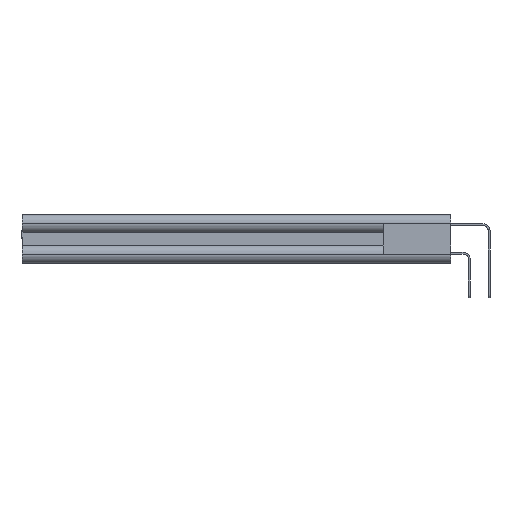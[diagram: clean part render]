
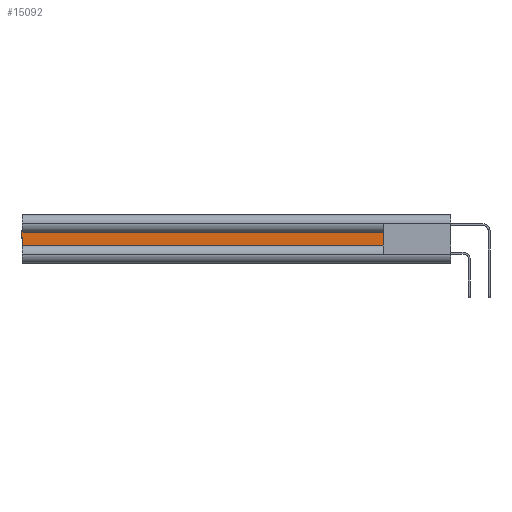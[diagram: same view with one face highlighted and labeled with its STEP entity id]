
A CAD part, left-side view. The second image highlights one B-rep face of the part: STEP entity #15092.
In plain terms, the highlighted planar face has unit normal (-1, 0, 0).
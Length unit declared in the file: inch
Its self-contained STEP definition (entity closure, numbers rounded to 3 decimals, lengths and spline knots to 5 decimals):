
#795 = LINE ( 'NONE', #3759, #9932 ) ;
#827 = ORIENTED_EDGE ( 'NONE', *, *, #5334, .F. ) ;
#3105 = DIRECTION ( 'NONE',  ( 0., 0., -1. ) ) ;
#3759 = CARTESIAN_POINT ( 'NONE',  ( 0.044, 0.37012, 0.0465 ) ) ;
#3898 = FACE_OUTER_BOUND ( 'NONE', #12725, .T. ) ;
#4656 = CARTESIAN_POINT ( 'NONE',  ( 0.044, 3., -0.0465 ) ) ;
#4943 = EDGE_CURVE ( 'NONE', #19272, #13190, #795, .T. ) ;
#5334 = EDGE_CURVE ( 'NONE', #19272, #21732, #5639, .T. ) ;
#5639 = LINE ( 'NONE', #19542, #19696 ) ;
#6398 = AXIS2_PLACEMENT_3D ( 'NONE', #20096, #10949, #23740 ) ;
#8626 = CARTESIAN_POINT ( 'NONE',  ( 0.044, 3., -0.0465 ) ) ;
#8641 = LINE ( 'NONE', #8626, #22704 ) ;
#9075 = VECTOR ( 'NONE', #18383, 39.37008 ) ;
#9085 = PLANE ( 'NONE',  #6398 ) ;
#9932 = VECTOR ( 'NONE', #11133, 39.37008 ) ;
#10114 = ORIENTED_EDGE ( 'NONE', *, *, #20500, .F. ) ;
#10462 = ORIENTED_EDGE ( 'NONE', *, *, #4943, .T. ) ;
#10922 = ORIENTED_EDGE ( 'NONE', *, *, #11505, .T. ) ;
#10949 = DIRECTION ( 'NONE',  ( 1., 0., 0. ) ) ;
#11133 = DIRECTION ( 'NONE',  ( 0., 1., 0. ) ) ;
#11505 = EDGE_CURVE ( 'NONE', #13190, #18257, #8641, .T. ) ;
#12725 = EDGE_LOOP ( 'NONE', ( #10462, #10922, #10114, #827 ) ) ;
#13190 = VERTEX_POINT ( 'NONE', #19165 ) ;
#15092 = ADVANCED_FACE ( 'NONE', ( #3898 ), #9085, .F. ) ;
#16065 = DIRECTION ( 'NONE',  ( 0., 0., -1. ) ) ;
#16351 = CARTESIAN_POINT ( 'NONE',  ( 0.044, 0.473, 0.0465 ) ) ;
#16548 = CARTESIAN_POINT ( 'NONE',  ( 0.044, 0.37012, -0.0465 ) ) ;
#18257 = VERTEX_POINT ( 'NONE', #4656 ) ;
#18299 = CARTESIAN_POINT ( 'NONE',  ( 0.044, 0.473, -0.0465 ) ) ;
#18383 = DIRECTION ( 'NONE',  ( 0., 1., 0. ) ) ;
#19165 = CARTESIAN_POINT ( 'NONE',  ( 0.044, 3., 0.0465 ) ) ;
#19272 = VERTEX_POINT ( 'NONE', #16351 ) ;
#19542 = CARTESIAN_POINT ( 'NONE',  ( 0.044, 0.473, -0.0465 ) ) ;
#19696 = VECTOR ( 'NONE', #3105, 39.37008 ) ;
#20096 = CARTESIAN_POINT ( 'NONE',  ( 0.044, 0.37012, -0.0465 ) ) ;
#20500 = EDGE_CURVE ( 'NONE', #21732, #18257, #23131, .T. ) ;
#21732 = VERTEX_POINT ( 'NONE', #18299 ) ;
#22704 = VECTOR ( 'NONE', #16065, 39.37008 ) ;
#23131 = LINE ( 'NONE', #16548, #9075 ) ;
#23740 = DIRECTION ( 'NONE',  ( 0., 0., -1. ) ) ;
